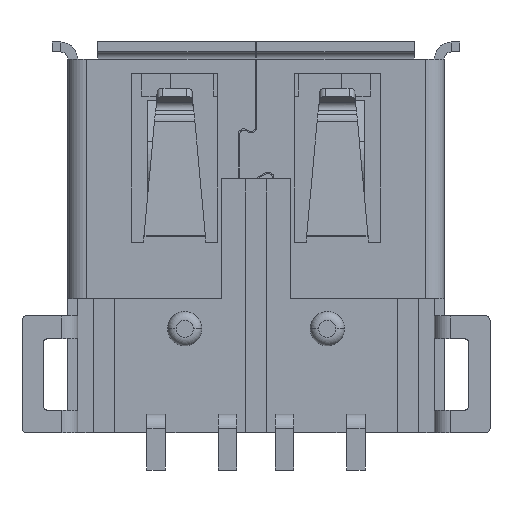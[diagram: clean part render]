
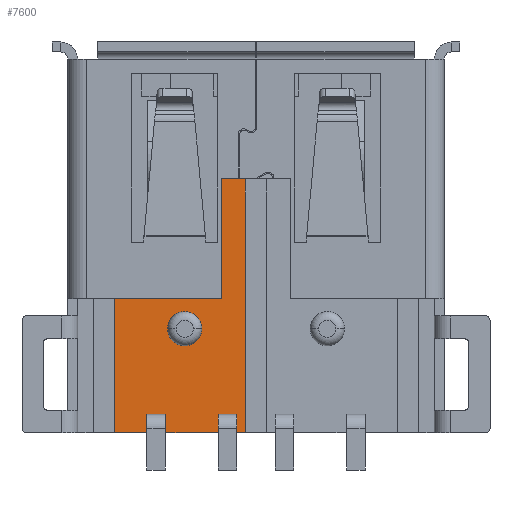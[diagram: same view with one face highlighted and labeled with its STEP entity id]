
A CAD part, front view. The second image highlights one B-rep face of the part: STEP entity #7600.
In plain terms, the highlighted planar face has unit normal (0, -1, 0).
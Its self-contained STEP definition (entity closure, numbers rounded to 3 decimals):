
#3 = ORIENTED_EDGE ( 'NONE', *, *, #11643, .T. ) ;
#435 = VERTEX_POINT ( 'NONE', #14009 ) ;
#466 = EDGE_CURVE ( 'NONE', #9575, #1547, #9804, .T. ) ;
#675 = ORIENTED_EDGE ( 'NONE', *, *, #12872, .T. ) ;
#745 = DIRECTION ( 'NONE',  ( 0., -1., 0. ) ) ;
#1281 = CARTESIAN_POINT ( 'NONE',  ( -4.95, 0.6, -1.5 ) ) ;
#1399 = LINE ( 'NONE', #15069, #13217 ) ;
#1547 = VERTEX_POINT ( 'NONE', #6361 ) ;
#1753 = CARTESIAN_POINT ( 'NONE',  ( -0.375, 0.6, 2.7 ) ) ;
#1973 = EDGE_LOOP ( 'NONE', ( #3932, #6876, #10290, #15161, #675, #3 ) ) ;
#2548 = CARTESIAN_POINT ( 'NONE',  ( -4.95, 0.6, -6.2 ) ) ;
#2793 = ORIENTED_EDGE ( 'NONE', *, *, #7922, .F. ) ;
#3552 = VECTOR ( 'NONE', #15180, 1000. ) ;
#3735 = VECTOR ( 'NONE', #13562, 1000. ) ;
#3932 = ORIENTED_EDGE ( 'NONE', *, *, #9216, .F. ) ;
#4260 = CARTESIAN_POINT ( 'NONE',  ( -1.2, 0.6, 2.7 ) ) ;
#4542 = EDGE_CURVE ( 'NONE', #12359, #9650, #1399, .T. ) ;
#4698 = LINE ( 'NONE', #9246, #3552 ) ;
#5113 = CIRCLE ( 'NONE', #13684, 0.6 ) ;
#5197 = LINE ( 'NONE', #11133, #7198 ) ;
#5530 = DIRECTION ( 'NONE',  ( 0., 0., -1. ) ) ;
#5616 = EDGE_CURVE ( 'NONE', #435, #7689, #9940, .T. ) ;
#6361 = CARTESIAN_POINT ( 'NONE',  ( -1.2, 0.6, -1.5 ) ) ;
#6552 = CARTESIAN_POINT ( 'NONE',  ( -4.95, 0.6, -1.5 ) ) ;
#6686 = DIRECTION ( 'NONE',  ( 0., 0., -1. ) ) ;
#6876 = ORIENTED_EDGE ( 'NONE', *, *, #4542, .F. ) ;
#7020 = CARTESIAN_POINT ( 'NONE',  ( -2.5, 0.6, -2.55 ) ) ;
#7198 = VECTOR ( 'NONE', #13584, 1000. ) ;
#7600 = ADVANCED_FACE ( 'NONE', ( #13940, #15272 ), #11101, .T. ) ;
#7689 = VERTEX_POINT ( 'NONE', #14561 ) ;
#7831 = AXIS2_PLACEMENT_3D ( 'NONE', #15165, #12883, #7979 ) ;
#7916 = CARTESIAN_POINT ( 'NONE',  ( -0.375, 0.6, -6.2 ) ) ;
#7922 = EDGE_CURVE ( 'NONE', #7689, #435, #5113, .T. ) ;
#7979 = DIRECTION ( 'NONE',  ( 1., 0., 0. ) ) ;
#9133 = ORIENTED_EDGE ( 'NONE', *, *, #5616, .F. ) ;
#9216 = EDGE_CURVE ( 'NONE', #9650, #13854, #4698, .T. ) ;
#9246 = CARTESIAN_POINT ( 'NONE',  ( -4.95, 0.6, -6.2 ) ) ;
#9575 = VERTEX_POINT ( 'NONE', #4260 ) ;
#9650 = VERTEX_POINT ( 'NONE', #7916 ) ;
#9804 = LINE ( 'NONE', #12788, #10559 ) ;
#9836 = DIRECTION ( 'NONE',  ( 0., -1., 0. ) ) ;
#9936 = CARTESIAN_POINT ( 'NONE',  ( -4.95, 0.6, -1.5 ) ) ;
#9940 = CIRCLE ( 'NONE', #7831, 0.6 ) ;
#10290 = ORIENTED_EDGE ( 'NONE', *, *, #11510, .T. ) ;
#10559 = VECTOR ( 'NONE', #5530, 1000. ) ;
#11101 = PLANE ( 'NONE',  #12656 ) ;
#11133 = CARTESIAN_POINT ( 'NONE',  ( -1.2, 0.6, 2.7 ) ) ;
#11510 = EDGE_CURVE ( 'NONE', #12359, #9575, #5197, .T. ) ;
#11643 = EDGE_CURVE ( 'NONE', #12298, #13854, #15189, .T. ) ;
#12129 = VECTOR ( 'NONE', #15416, 1000. ) ;
#12134 = DIRECTION ( 'NONE',  ( 1., 0., 0. ) ) ;
#12298 = VERTEX_POINT ( 'NONE', #9936 ) ;
#12359 = VERTEX_POINT ( 'NONE', #1753 ) ;
#12656 = AXIS2_PLACEMENT_3D ( 'NONE', #1281, #9836, #12134 ) ;
#12788 = CARTESIAN_POINT ( 'NONE',  ( -1.2, 0.6, 14.354 ) ) ;
#12819 = DIRECTION ( 'NONE',  ( 1., 0., 0. ) ) ;
#12872 = EDGE_CURVE ( 'NONE', #1547, #12298, #15337, .T. ) ;
#12883 = DIRECTION ( 'NONE',  ( 0., -1., 0. ) ) ;
#13217 = VECTOR ( 'NONE', #6686, 1000. ) ;
#13562 = DIRECTION ( 'NONE',  ( 0., 0., -1. ) ) ;
#13584 = DIRECTION ( 'NONE',  ( -1., 0., 0. ) ) ;
#13684 = AXIS2_PLACEMENT_3D ( 'NONE', #7020, #745, #12819 ) ;
#13854 = VERTEX_POINT ( 'NONE', #2548 ) ;
#13896 = CARTESIAN_POINT ( 'NONE',  ( -4.95, 0.6, -1.5 ) ) ;
#13940 = FACE_BOUND ( 'NONE', #15022, .T. ) ;
#14009 = CARTESIAN_POINT ( 'NONE',  ( -1.9, 0.6, -2.55 ) ) ;
#14561 = CARTESIAN_POINT ( 'NONE',  ( -3.1, 0.6, -2.55 ) ) ;
#15022 = EDGE_LOOP ( 'NONE', ( #2793, #9133 ) ) ;
#15069 = CARTESIAN_POINT ( 'NONE',  ( -0.375, 0.6, -1.5 ) ) ;
#15161 = ORIENTED_EDGE ( 'NONE', *, *, #466, .T. ) ;
#15165 = CARTESIAN_POINT ( 'NONE',  ( -2.5, 0.6, -2.55 ) ) ;
#15180 = DIRECTION ( 'NONE',  ( -1., 0., 0. ) ) ;
#15189 = LINE ( 'NONE', #6552, #3735 ) ;
#15272 = FACE_OUTER_BOUND ( 'NONE', #1973, .T. ) ;
#15337 = LINE ( 'NONE', #13896, #12129 ) ;
#15416 = DIRECTION ( 'NONE',  ( -1., 0., 0. ) ) ;
